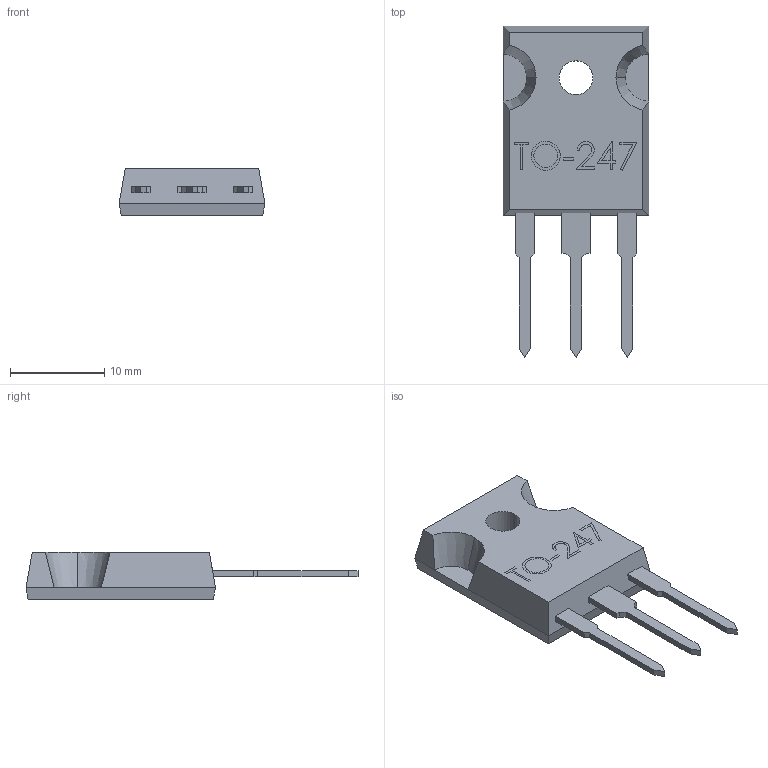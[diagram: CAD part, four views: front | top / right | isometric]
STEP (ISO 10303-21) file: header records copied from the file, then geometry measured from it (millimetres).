
FILE_DESCRIPTION (( 'STEP AP214' ), '1' );
FILE_NAME ('TO-247.STEP', '2023-05-23T10:08:56', ( '' ), ( '' ), 'SwSTEP 2.0', 'SolidWorks 2021', '' );
FILE_SCHEMA (( 'AUTOMOTIVE_DESIGN' ));
Length unit declared in the file: millimetre
Products named in the file (1): TO-247
Bounding box: 15.5 x 35.3 x 5 mm (x, y, z)
Volume: 1369 mm3; surface area: 1158.9 mm2
Topology: 1 solids, 1 shells, 118 faces, 304 edges, 200 vertices
Faces by surface type: plane 96, bspline 14, cylinder 4, cone 4
Entity records: 5572 total; most frequent: CARTESIAN_POINT 1753, ORIENTED_EDGE 608, DIRECTION 498, EDGE_CURVE 304, LINE 256, VECTOR 256, VERTEX_POINT 200, EDGE_LOOP 132
